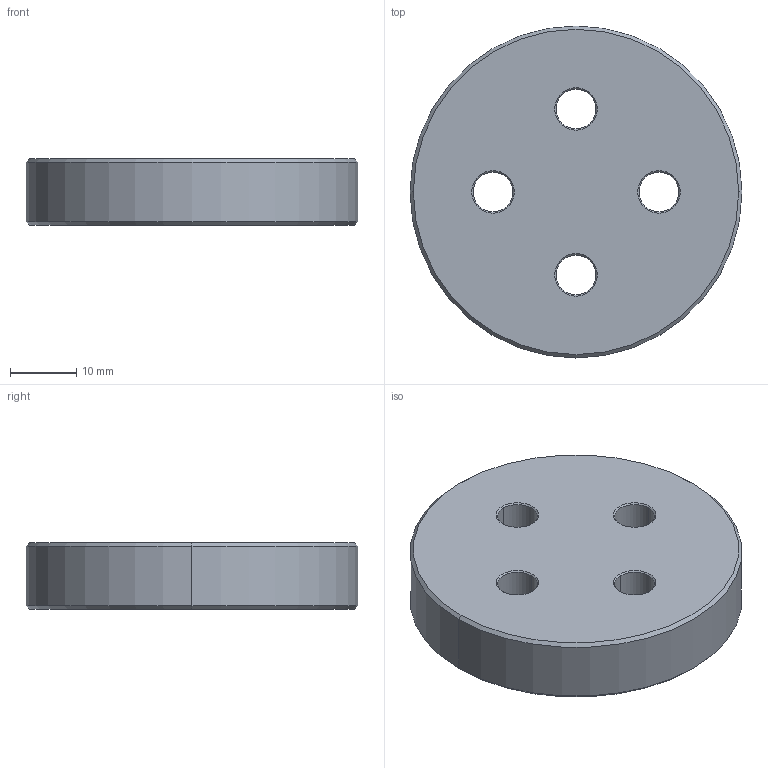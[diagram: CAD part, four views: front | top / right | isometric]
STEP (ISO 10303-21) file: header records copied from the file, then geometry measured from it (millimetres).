
FILE_DESCRIPTION(('STEP AP214'),'1');
FILE_NAME('cctmp_C8EA4954-3727-4B63-AA20-D9FE138D6256_2023_12_13_09_00_41_0677_24612..stp','2023-12-13T08:00:41',('igus GmbH'),('CADClick - www.CADClick.com'),'Spatial InterOp 3D',' ','unknown authorization');
FILE_SCHEMA(('AUTOMOTIVE_DESIGN'));
Length unit declared in the file: millimetre
Products named in the file (1): 2023_12_13_09_00_41_0662
Bounding box: 50 x 50 x 10 mm (x, y, z)
Volume: 18461.9 mm3; surface area: 5915.7 mm2
Topology: 1 solids, 1 shells, 32 faces, 70 edges, 40 vertices
Faces by surface type: cone 20, cylinder 10, plane 2
Entity records: 1171 total; most frequent: DIRECTION 176, CARTESIAN_POINT 143, ORIENTED_EDGE 140, AXIS2_PLACEMENT_3D 73, EDGE_CURVE 70, EDGE_LOOP 40, VERTEX_POINT 40, CIRCLE 40
